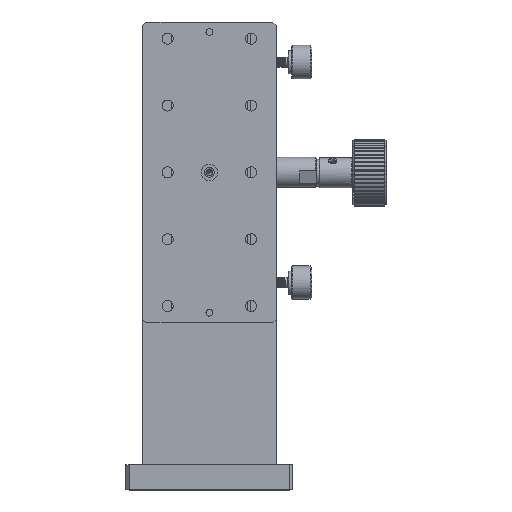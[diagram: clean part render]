
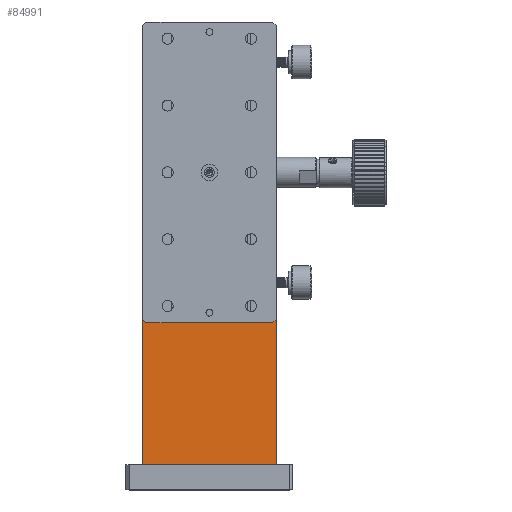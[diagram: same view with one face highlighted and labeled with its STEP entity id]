
A CAD part, top view. The second image highlights one B-rep face of the part: STEP entity #84991.
In plain terms, the highlighted planar face has unit normal (0, 0, 1).
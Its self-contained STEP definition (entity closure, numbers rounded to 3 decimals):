
#2140 = ORIENTED_EDGE ( 'NONE', *, *, #3546, .T. ) ;
#2321 = VERTEX_POINT ( 'NONE', #9051 ) ;
#2335 = EDGE_CURVE ( 'NONE', #14896, #14896, #48269, .T. ) ;
#3546 = EDGE_CURVE ( 'NONE', #72706, #60516, #49179, .T. ) ;
#5432 = CARTESIAN_POINT ( 'NONE',  ( 5., 140., 7.5 ) ) ;
#8699 = CIRCLE ( 'NONE', #106879, 2.25 ) ;
#9051 = CARTESIAN_POINT ( 'NONE',  ( 45., 139., 7.5 ) ) ;
#10026 = CARTESIAN_POINT ( 'NONE',  ( 5., 140., 7.5 ) ) ;
#10597 = FACE_BOUND ( 'NONE', #46590, .T. ) ;
#12081 = CARTESIAN_POINT ( 'NONE',  ( 40., 110., 7.5 ) ) ;
#14896 = VERTEX_POINT ( 'NONE', #71080 ) ;
#14962 = CARTESIAN_POINT ( 'NONE',  ( 10., 110., 7.5 ) ) ;
#16387 = EDGE_LOOP ( 'NONE', ( #33691 ) ) ;
#18532 = LINE ( 'NONE', #88953, #86034 ) ;
#19059 = ORIENTED_EDGE ( 'NONE', *, *, #39312, .T. ) ;
#20653 = DIRECTION ( 'NONE',  ( 0., 0., -1. ) ) ;
#20725 = VERTEX_POINT ( 'NONE', #102921 ) ;
#22945 = EDGE_CURVE ( 'NONE', #58349, #32227, #74524, .T. ) ;
#26563 = VERTEX_POINT ( 'NONE', #46016 ) ;
#27712 = CARTESIAN_POINT ( 'NONE',  ( 37.75, 110., 7.5 ) ) ;
#27832 = AXIS2_PLACEMENT_3D ( 'NONE', #14962, #44491, #80579 ) ;
#28097 = CARTESIAN_POINT ( 'NONE',  ( 5., 6.5, 7.5 ) ) ;
#28940 = FACE_BOUND ( 'NONE', #41949, .T. ) ;
#32213 = LINE ( 'NONE', #104363, #82287 ) ;
#32227 = VERTEX_POINT ( 'NONE', #28097 ) ;
#33192 = ORIENTED_EDGE ( 'NONE', *, *, #2335, .T. ) ;
#33587 = AXIS2_PLACEMENT_3D ( 'NONE', #10026, #65030, #46079 ) ;
#33691 = ORIENTED_EDGE ( 'NONE', *, *, #82846, .T. ) ;
#35585 = ORIENTED_EDGE ( 'NONE', *, *, #69111, .T. ) ;
#38837 = AXIS2_PLACEMENT_3D ( 'NONE', #107817, #89512, #53393 ) ;
#39103 = VECTOR ( 'NONE', #85289, 1000. ) ;
#39312 = EDGE_CURVE ( 'NONE', #20725, #20725, #95544, .T. ) ;
#41949 = EDGE_LOOP ( 'NONE', ( #33192 ) ) ;
#42855 = ORIENTED_EDGE ( 'NONE', *, *, #69400, .T. ) ;
#43385 = LINE ( 'NONE', #114945, #50535 ) ;
#44491 = DIRECTION ( 'NONE',  ( 0., 0., -1. ) ) ;
#44499 = AXIS2_PLACEMENT_3D ( 'NONE', #81591, #20653, #55544 ) ;
#44932 = FACE_BOUND ( 'NONE', #50409, .T. ) ;
#46016 = CARTESIAN_POINT ( 'NONE',  ( 7.75, 110., 7.5 ) ) ;
#46079 = DIRECTION ( 'NONE',  ( 1., 0., 0. ) ) ;
#46166 = EDGE_LOOP ( 'NONE', ( #35585, #98514, #2140, #66554, #101772, #42855 ) ) ;
#46590 = EDGE_LOOP ( 'NONE', ( #112337 ) ) ;
#46852 = LINE ( 'NONE', #91831, #80853 ) ;
#46956 = DIRECTION ( 'NONE',  ( 0., 0., -1. ) ) ;
#47239 = FACE_BOUND ( 'NONE', #16387, .T. ) ;
#48269 = CIRCLE ( 'NONE', #38837, 2.25 ) ;
#49179 = LINE ( 'NONE', #5432, #39103 ) ;
#50409 = EDGE_LOOP ( 'NONE', ( #19059 ) ) ;
#50535 = VECTOR ( 'NONE', #68287, 1000. ) ;
#53393 = DIRECTION ( 'NONE',  ( -1., 0., 0. ) ) ;
#54313 = VERTEX_POINT ( 'NONE', #27712 ) ;
#55544 = DIRECTION ( 'NONE',  ( -1., 0., 0. ) ) ;
#57505 = DIRECTION ( 'NONE',  ( -0.707, -0.707, 0. ) ) ;
#58349 = VERTEX_POINT ( 'NONE', #98460 ) ;
#60516 = VERTEX_POINT ( 'NONE', #95566 ) ;
#65030 = DIRECTION ( 'NONE',  ( 0., 0., 1. ) ) ;
#66554 = ORIENTED_EDGE ( 'NONE', *, *, #87145, .T. ) ;
#68287 = DIRECTION ( 'NONE',  ( -0.707, 0.707, 0. ) ) ;
#69111 = EDGE_CURVE ( 'NONE', #101893, #2321, #32213, .T. ) ;
#69392 = CIRCLE ( 'NONE', #27832, 2.25 ) ;
#69400 = EDGE_CURVE ( 'NONE', #32227, #101893, #18532, .T. ) ;
#71080 = CARTESIAN_POINT ( 'NONE',  ( 37.75, 80., 7.5 ) ) ;
#71264 = EDGE_CURVE ( 'NONE', #54313, #54313, #8699, .T. ) ;
#72706 = VERTEX_POINT ( 'NONE', #111283 ) ;
#74524 = LINE ( 'NONE', #76709, #81506 ) ;
#76709 = CARTESIAN_POINT ( 'NONE',  ( 5., 140., 7.5 ) ) ;
#77878 = DIRECTION ( 'NONE',  ( 0., -1., 0. ) ) ;
#80579 = DIRECTION ( 'NONE',  ( -1., 0., 0. ) ) ;
#80853 = VECTOR ( 'NONE', #57505, 1000. ) ;
#81506 = VECTOR ( 'NONE', #77878, 1000. ) ;
#81591 = CARTESIAN_POINT ( 'NONE',  ( 10., 80., 7.5 ) ) ;
#82287 = VECTOR ( 'NONE', #94334, 1000. ) ;
#82749 = FACE_OUTER_BOUND ( 'NONE', #46166, .T. ) ;
#82846 = EDGE_CURVE ( 'NONE', #26563, #26563, #69392, .T. ) ;
#84991 = ADVANCED_FACE ( 'NONE', ( #82749, #28940, #44932, #47239, #10597 ), #109359, .T. ) ;
#85289 = DIRECTION ( 'NONE',  ( -1., 0., 0. ) ) ;
#86034 = VECTOR ( 'NONE', #107852, 1000. ) ;
#86467 = EDGE_CURVE ( 'NONE', #2321, #72706, #43385, .T. ) ;
#87145 = EDGE_CURVE ( 'NONE', #60516, #58349, #46852, .T. ) ;
#88953 = CARTESIAN_POINT ( 'NONE',  ( 5., 6.5, 7.5 ) ) ;
#89512 = DIRECTION ( 'NONE',  ( 0., 0., -1. ) ) ;
#91831 = CARTESIAN_POINT ( 'NONE',  ( 5., 139., 7.5 ) ) ;
#92515 = DIRECTION ( 'NONE',  ( -1., 0., 0. ) ) ;
#94334 = DIRECTION ( 'NONE',  ( 0., 1., 0. ) ) ;
#95544 = CIRCLE ( 'NONE', #44499, 2.25 ) ;
#95566 = CARTESIAN_POINT ( 'NONE',  ( 6., 140., 7.5 ) ) ;
#98460 = CARTESIAN_POINT ( 'NONE',  ( 5., 139., 7.5 ) ) ;
#98514 = ORIENTED_EDGE ( 'NONE', *, *, #86467, .T. ) ;
#101772 = ORIENTED_EDGE ( 'NONE', *, *, #22945, .T. ) ;
#101893 = VERTEX_POINT ( 'NONE', #103226 ) ;
#102921 = CARTESIAN_POINT ( 'NONE',  ( 7.75, 80., 7.5 ) ) ;
#103226 = CARTESIAN_POINT ( 'NONE',  ( 45., 6.5, 7.5 ) ) ;
#104363 = CARTESIAN_POINT ( 'NONE',  ( 45., 140., 7.5 ) ) ;
#106879 = AXIS2_PLACEMENT_3D ( 'NONE', #12081, #46956, #92515 ) ;
#107817 = CARTESIAN_POINT ( 'NONE',  ( 40., 80., 7.5 ) ) ;
#107852 = DIRECTION ( 'NONE',  ( 1., 0., 0. ) ) ;
#109359 = PLANE ( 'NONE',  #33587 ) ;
#111283 = CARTESIAN_POINT ( 'NONE',  ( 44., 140., 7.5 ) ) ;
#112337 = ORIENTED_EDGE ( 'NONE', *, *, #71264, .T. ) ;
#114945 = CARTESIAN_POINT ( 'NONE',  ( 44., 140., 7.5 ) ) ;
